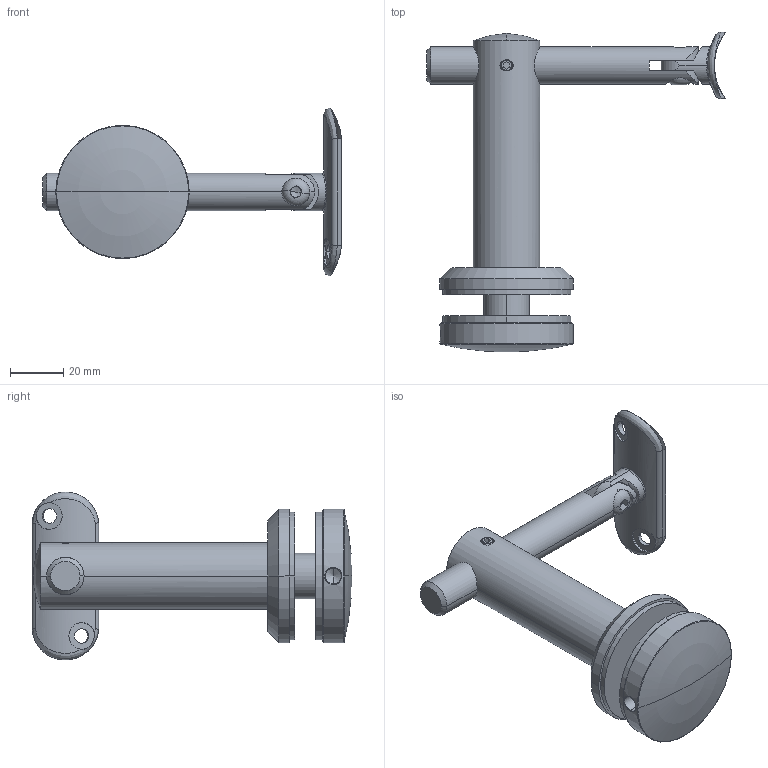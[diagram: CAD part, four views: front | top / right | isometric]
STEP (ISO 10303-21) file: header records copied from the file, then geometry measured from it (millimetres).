
FILE_DESCRIPTION (( 'STEP AP203' ), '1' );
FILE_NAME ('A_0155-042-B.STEP', '2018-11-17T10:41:30', ( '' ), ( '' ), 'SwSTEP 2.0', 'SolidWorks 2018', '' );
FILE_SCHEMA (( 'CONFIG_CONTROL_DESIGN' ));
Length unit declared in the file: millimetre
Products named in the file (11): A_0155-042-B.P2; A_0155-042-B.P4; SKRUTKA stn iso 7380_M6x10; A_0155-042-B.P8; SKRUTKA DIN 913_SKRUTKA M 5X 5; DIN 913_SKRUTKA M 8X40; A_0155-042-B.P1; A_0155-042-B.P3; A_0155-042-B.P7; A_0155-042-B.P6; A_0155-042-B
Assembly tree (10 placements, depth 2):
  A_0155-042-B
    A_0155-042-B.P2
    A_0155-042-B.P3
    A_0155-042-B.P4
    SKRUTKA stn iso 7380_M6x10
    SKRUTKA DIN 913_SKRUTKA M 5X 5
    A_0155-042-B.P1
    A_0155-042-B.P7
    A_0155-042-B.P8
    A_0155-042-B.P6
    DIN 913_SKRUTKA M 8X40
Bounding box: 112.08 x 120 x 63 mm (x, y, z)
Volume: 99718.1 mm3; surface area: 39596 mm2
Topology: 10 solids, 10 shells, 177 faces, 415 edges, 255 vertices
Faces by surface type: cylinder 77, plane 56, cone 30, bspline 6, torus 6, sphere 2
Entity records: 9489 total; most frequent: CARTESIAN_POINT 4349, DIRECTION 840, ORIENTED_EDGE 810, EDGE_CURVE 405, AXIS2_PLACEMENT_3D 334, VERTEX_POINT 255, EDGE_LOOP 204, FACE_OUTER_BOUND 177
